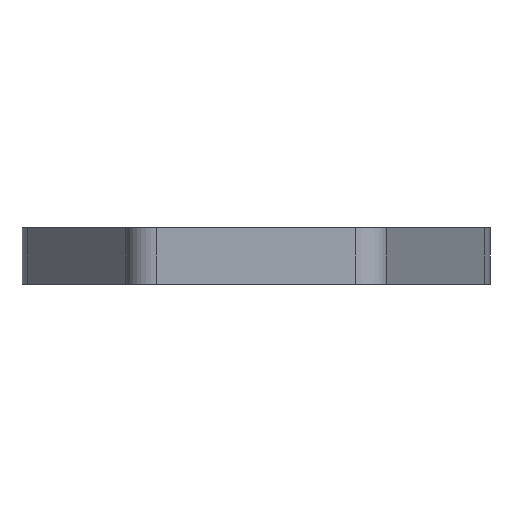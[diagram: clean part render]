
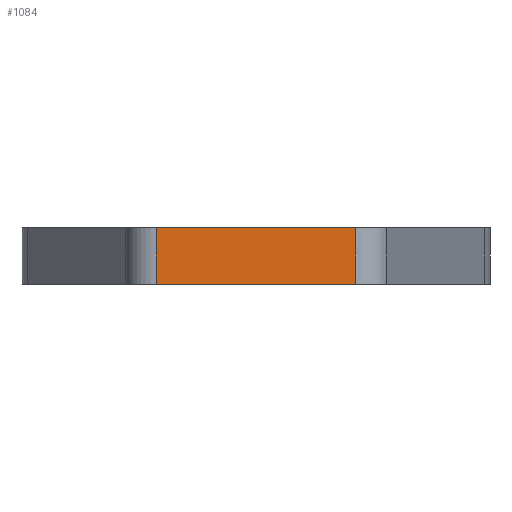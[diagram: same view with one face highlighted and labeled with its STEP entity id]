
A CAD part, front view. The second image highlights one B-rep face of the part: STEP entity #1084.
In plain terms, the highlighted planar face has unit normal (0, -1, 0).
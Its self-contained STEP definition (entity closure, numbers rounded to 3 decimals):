
#24 = ORIENTED_EDGE ( 'NONE', *, *, #185, .F. ) ;
#69 = PLANE ( 'NONE',  #1544 ) ;
#185 = EDGE_CURVE ( 'NONE', #1174, #1000, #231, .T. ) ;
#231 = LINE ( 'NONE', #1085, #1177 ) ;
#344 = CARTESIAN_POINT ( 'NONE',  ( 31.93, -122.5, 18. ) ) ;
#431 = CARTESIAN_POINT ( 'NONE',  ( 31.93, -122.5, 0. ) ) ;
#453 = DIRECTION ( 'NONE',  ( 0., 1., 0. ) ) ;
#460 = LINE ( 'NONE', #884, #752 ) ;
#494 = CARTESIAN_POINT ( 'NONE',  ( -31.93, -122.5, 0. ) ) ;
#565 = LINE ( 'NONE', #494, #1454 ) ;
#626 = EDGE_LOOP ( 'NONE', ( #897, #24, #685, #1459 ) ) ;
#636 = DIRECTION ( 'NONE',  ( 0., 0., -1. ) ) ;
#685 = ORIENTED_EDGE ( 'NONE', *, *, #1047, .F. ) ;
#709 = LINE ( 'NONE', #1181, #1298 ) ;
#741 = EDGE_CURVE ( 'NONE', #1054, #1000, #565, .T. ) ;
#752 = VECTOR ( 'NONE', #636, 1000. ) ;
#821 = CARTESIAN_POINT ( 'NONE',  ( -31.93, -122.5, 18. ) ) ;
#884 = CARTESIAN_POINT ( 'NONE',  ( -31.93, -122.5, 18. ) ) ;
#897 = ORIENTED_EDGE ( 'NONE', *, *, #741, .T. ) ;
#971 = FACE_OUTER_BOUND ( 'NONE', #626, .T. ) ;
#994 = EDGE_CURVE ( 'NONE', #1024, #1054, #460, .T. ) ;
#1000 = VERTEX_POINT ( 'NONE', #431 ) ;
#1024 = VERTEX_POINT ( 'NONE', #821 ) ;
#1047 = EDGE_CURVE ( 'NONE', #1024, #1174, #709, .T. ) ;
#1054 = VERTEX_POINT ( 'NONE', #1425 ) ;
#1084 = ADVANCED_FACE ( 'NONE', ( #971 ), #69, .F. ) ;
#1085 = CARTESIAN_POINT ( 'NONE',  ( 31.93, -122.5, 18. ) ) ;
#1174 = VERTEX_POINT ( 'NONE', #344 ) ;
#1177 = VECTOR ( 'NONE', #1211, 1000. ) ;
#1181 = CARTESIAN_POINT ( 'NONE',  ( -31.93, -122.5, 18. ) ) ;
#1211 = DIRECTION ( 'NONE',  ( 0., 0., -1. ) ) ;
#1273 = DIRECTION ( 'NONE',  ( 1., 0., 0. ) ) ;
#1298 = VECTOR ( 'NONE', #1543, 1000. ) ;
#1324 = DIRECTION ( 'NONE',  ( 0., 0., 1. ) ) ;
#1425 = CARTESIAN_POINT ( 'NONE',  ( -31.93, -122.5, 0. ) ) ;
#1427 = CARTESIAN_POINT ( 'NONE',  ( -31.93, -122.5, 18. ) ) ;
#1454 = VECTOR ( 'NONE', #1273, 1000. ) ;
#1459 = ORIENTED_EDGE ( 'NONE', *, *, #994, .T. ) ;
#1543 = DIRECTION ( 'NONE',  ( 1., 0., 0. ) ) ;
#1544 = AXIS2_PLACEMENT_3D ( 'NONE', #1427, #453, #1324 ) ;
